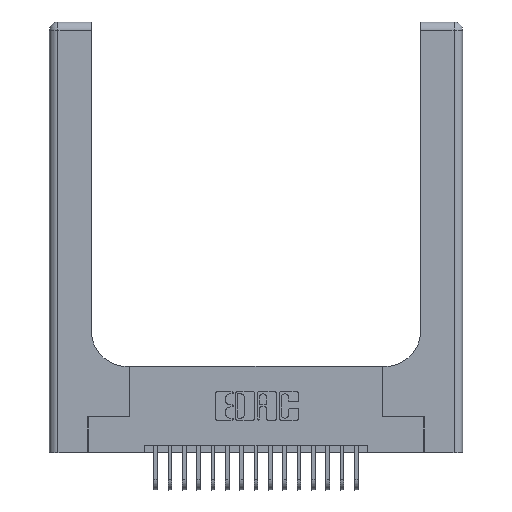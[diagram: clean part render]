
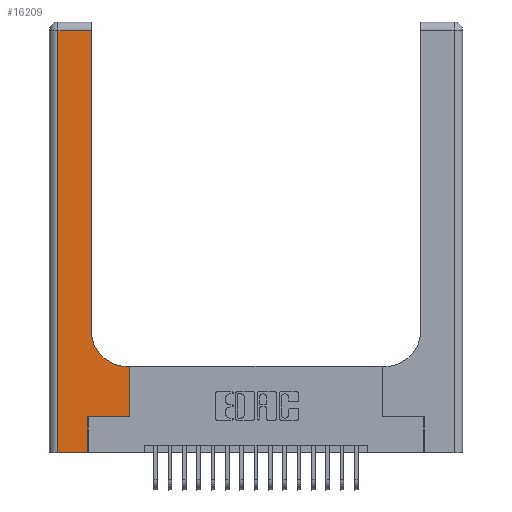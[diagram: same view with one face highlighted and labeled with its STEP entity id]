
A CAD part, top view. The second image highlights one B-rep face of the part: STEP entity #16209.
In plain terms, the highlighted planar face has unit normal (0, 0, 1).
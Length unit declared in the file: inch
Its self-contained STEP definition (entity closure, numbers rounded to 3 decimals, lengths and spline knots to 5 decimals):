
#130 = CARTESIAN_POINT ( 'NONE',  ( 0.5585, 0.25, 0.37 ) ) ;
#259 = ORIENTED_EDGE ( 'NONE', *, *, #21389, .T. ) ;
#755 = CARTESIAN_POINT ( 'NONE',  ( 0.269, 0., 0.37 ) ) ;
#1242 = CARTESIAN_POINT ( 'NONE',  ( 0.5585, 0.25, 0.37 ) ) ;
#1356 = EDGE_CURVE ( 'NONE', #4056, #21396, #12506, .T. ) ;
#1856 = CARTESIAN_POINT ( 'NONE',  ( 0.06, 0., 0.37 ) ) ;
#2226 = DIRECTION ( 'NONE',  ( 0., 1., 0. ) ) ;
#2680 = DIRECTION ( 'NONE',  ( -1., 0., 0. ) ) ;
#2756 = EDGE_CURVE ( 'NONE', #4483, #11510, #9772, .T. ) ;
#2970 = CARTESIAN_POINT ( 'NONE',  ( 0.5415, 0.85, 0.37 ) ) ;
#3187 = CARTESIAN_POINT ( 'NONE',  ( 0.5585, 0.6, 0.37 ) ) ;
#3224 = CARTESIAN_POINT ( 'NONE',  ( 0.2915, 0.6, 0.37 ) ) ;
#3245 = EDGE_CURVE ( 'NONE', #7737, #4056, #9217, .T. ) ;
#3845 = LINE ( 'NONE', #19503, #15428 ) ;
#3847 = CARTESIAN_POINT ( 'NONE',  ( 0., 0., 0.37 ) ) ;
#4056 = VERTEX_POINT ( 'NONE', #1242 ) ;
#4483 = VERTEX_POINT ( 'NONE', #1856 ) ;
#4611 = LINE ( 'NONE', #755, #16186 ) ;
#4809 = EDGE_LOOP ( 'NONE', ( #6882, #13749, #5944, #8593, #9232, #5175, #14741, #7963, #259 ) ) ;
#4837 = CARTESIAN_POINT ( 'NONE',  ( 0.2915, 2.94, 0.37 ) ) ;
#5175 = ORIENTED_EDGE ( 'NONE', *, *, #3245, .T. ) ;
#5944 = ORIENTED_EDGE ( 'NONE', *, *, #13432, .T. ) ;
#6362 = LINE ( 'NONE', #19627, #10653 ) ;
#6718 = EDGE_CURVE ( 'NONE', #11510, #7737, #4611, .T. ) ;
#6882 = ORIENTED_EDGE ( 'NONE', *, *, #12725, .T. ) ;
#7737 = VERTEX_POINT ( 'NONE', #12334 ) ;
#7773 = VERTEX_POINT ( 'NONE', #18097 ) ;
#7963 = ORIENTED_EDGE ( 'NONE', *, *, #17874, .T. ) ;
#7983 = VERTEX_POINT ( 'NONE', #4837 ) ;
#8593 = ORIENTED_EDGE ( 'NONE', *, *, #2756, .T. ) ;
#8995 = VECTOR ( 'NONE', #2226, 39.37008 ) ;
#9187 = DIRECTION ( 'NONE',  ( 1., 0., 0. ) ) ;
#9217 = LINE ( 'NONE', #15102, #17845 ) ;
#9232 = ORIENTED_EDGE ( 'NONE', *, *, #6718, .T. ) ;
#9310 = DIRECTION ( 'NONE',  ( -1., 0., 0. ) ) ;
#9772 = LINE ( 'NONE', #3847, #16241 ) ;
#10653 = VECTOR ( 'NONE', #9310, 39.37008 ) ;
#11187 = CARTESIAN_POINT ( 'NONE',  ( 0.5415, 0.6, 0.37 ) ) ;
#11203 = AXIS2_PLACEMENT_3D ( 'NONE', #19770, #16465, #2680 ) ;
#11510 = VERTEX_POINT ( 'NONE', #21346 ) ;
#11535 = DIRECTION ( 'NONE',  ( 0., 0., -1. ) ) ;
#12056 = VERTEX_POINT ( 'NONE', #19563 ) ;
#12334 = CARTESIAN_POINT ( 'NONE',  ( 0.269, 0.25, 0.37 ) ) ;
#12506 = LINE ( 'NONE', #130, #8995 ) ;
#12725 = EDGE_CURVE ( 'NONE', #12056, #7983, #18413, .T. ) ;
#12819 = DIRECTION ( 'NONE',  ( 0., 1., 0. ) ) ;
#13432 = EDGE_CURVE ( 'NONE', #7773, #4483, #3845, .T. ) ;
#13524 = DIRECTION ( 'NONE',  ( 1., 0., 0. ) ) ;
#13560 = DIRECTION ( 'NONE',  ( -1., 0., 0. ) ) ;
#13749 = ORIENTED_EDGE ( 'NONE', *, *, #18092, .T. ) ;
#14741 = ORIENTED_EDGE ( 'NONE', *, *, #1356, .T. ) ;
#15102 = CARTESIAN_POINT ( 'NONE',  ( 0.269, 0.25, 0.37 ) ) ;
#15428 = VECTOR ( 'NONE', #21160, 39.37008 ) ;
#16186 = VECTOR ( 'NONE', #12819, 39.37008 ) ;
#16209 = ADVANCED_FACE ( 'NONE', ( #18232 ), #19270, .F. ) ;
#16241 = VECTOR ( 'NONE', #9187, 39.37008 ) ;
#16465 = DIRECTION ( 'NONE',  ( 0., 0., -1. ) ) ;
#16584 = VECTOR ( 'NONE', #13560, 39.37008 ) ;
#16758 = DIRECTION ( 'NONE',  ( 1., 0., 0. ) ) ;
#16795 = CIRCLE ( 'NONE', #19219, 0.25 ) ;
#17221 = CARTESIAN_POINT ( 'NONE',  ( 0.2915, 3., 0.37 ) ) ;
#17454 = DIRECTION ( 'NONE',  ( 0., 1., 0. ) ) ;
#17845 = VECTOR ( 'NONE', #16758, 39.37008 ) ;
#17874 = EDGE_CURVE ( 'NONE', #21396, #19403, #21169, .T. ) ;
#18092 = EDGE_CURVE ( 'NONE', #7983, #7773, #6362, .T. ) ;
#18097 = CARTESIAN_POINT ( 'NONE',  ( 0.06, 2.94, 0.37 ) ) ;
#18232 = FACE_OUTER_BOUND ( 'NONE', #4809, .T. ) ;
#18413 = LINE ( 'NONE', #17221, #21377 ) ;
#19219 = AXIS2_PLACEMENT_3D ( 'NONE', #2970, #11535, #13524 ) ;
#19270 = PLANE ( 'NONE',  #11203 ) ;
#19403 = VERTEX_POINT ( 'NONE', #11187 ) ;
#19503 = CARTESIAN_POINT ( 'NONE',  ( 0.06, 3., 0.37 ) ) ;
#19563 = CARTESIAN_POINT ( 'NONE',  ( 0.2915, 0.85, 0.37 ) ) ;
#19627 = CARTESIAN_POINT ( 'NONE',  ( 0., 2.94, 0.37 ) ) ;
#19770 = CARTESIAN_POINT ( 'NONE',  ( 0., 3., 0.37 ) ) ;
#21160 = DIRECTION ( 'NONE',  ( 0., -1., 0. ) ) ;
#21169 = LINE ( 'NONE', #3224, #16584 ) ;
#21346 = CARTESIAN_POINT ( 'NONE',  ( 0.269, 0., 0.37 ) ) ;
#21377 = VECTOR ( 'NONE', #17454, 39.37008 ) ;
#21389 = EDGE_CURVE ( 'NONE', #19403, #12056, #16795, .T. ) ;
#21396 = VERTEX_POINT ( 'NONE', #3187 ) ;
